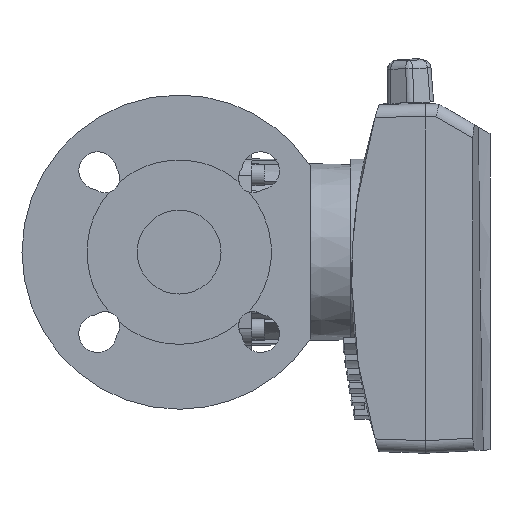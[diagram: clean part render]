
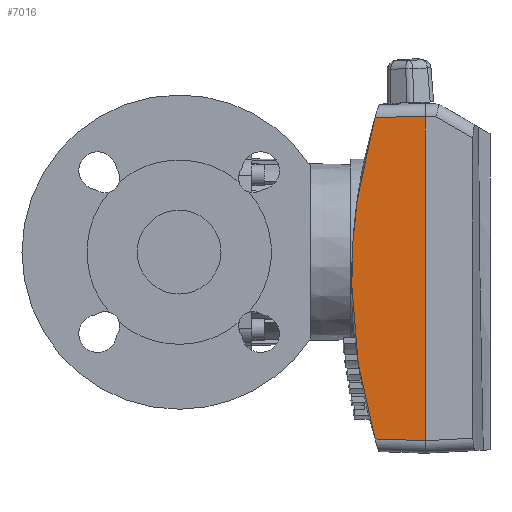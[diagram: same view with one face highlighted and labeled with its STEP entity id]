
A CAD part, front view. The second image highlights one B-rep face of the part: STEP entity #7016.
In plain terms, the highlighted planar face has unit normal (-0.035, -0.999, 0).
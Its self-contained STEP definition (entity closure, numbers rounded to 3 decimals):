
#116 = VERTEX_POINT ( 'NONE', #23106 ) ;
#3641 = EDGE_CURVE ( 'NONE', #116, #3810, #24831, .T. ) ;
#3810 = VERTEX_POINT ( 'NONE', #25104 ) ;
#6867 = EDGE_CURVE ( 'NONE', #116, #7020, #12865, .T. ) ;
#6868 = ORIENTED_EDGE ( 'NONE', *, *, #6973, .F. ) ;
#6914 = ORIENTED_EDGE ( 'NONE', *, *, #6915, .T. ) ;
#6915 = EDGE_CURVE ( 'NONE', #6942, #3810, #13028, .T. ) ;
#6942 = VERTEX_POINT ( 'NONE', #12921 ) ;
#6973 = EDGE_CURVE ( 'NONE', #6942, #7020, #13036, .T. ) ;
#7016 = ADVANCED_FACE ( 'NONE', ( #13091 ), #13090, .T. ) ;
#7017 = EDGE_LOOP ( 'NONE', ( #7018, #7019, #6868, #6914 ) ) ;
#7018 = ORIENTED_EDGE ( 'NONE', *, *, #3641, .F. ) ;
#7019 = ORIENTED_EDGE ( 'NONE', *, *, #6867, .T. ) ;
#7020 = VERTEX_POINT ( 'NONE', #13088 ) ;
#12862 = DIRECTION ( 'NONE',  ( -0.999, 0.035, -0.035 ) ) ;
#12863 = VECTOR ( 'NONE', #12862, 1000. ) ;
#12864 = CARTESIAN_POINT ( 'NONE',  ( 89.791, -68.304, 64.808 ) ) ;
#12865 = LINE ( 'NONE', #12864, #12863 ) ;
#12921 = CARTESIAN_POINT ( 'NONE',  ( 71.514, -67.666, -89.17 ) ) ;
#12932 = DIRECTION ( 'NONE',  ( 0.999, -0.035, -0.035 ) ) ;
#12933 = VECTOR ( 'NONE', #12932, 1000. ) ;
#13004 = CARTESIAN_POINT ( 'NONE',  ( 95.609, -68.507, -90.011 ) ) ;
#13028 = LINE ( 'NONE', #13004, #12933 ) ;
#13036 =( BOUNDED_CURVE ( )  B_SPLINE_CURVE ( 3, ( #13133, #13132, #13131, #13130 ),
 .UNSPECIFIED., .F., .T. ) 
 B_SPLINE_CURVE_WITH_KNOTS ( ( 4, 4 ),
 ( 2.854, 3.43 ),
 .UNSPECIFIED. ) 
 CURVE ( )  GEOMETRIC_REPRESENTATION_ITEM ( )  RATIONAL_B_SPLINE_CURVE ( ( 1., 0.973, 0.973, 1. ) ) 
 REPRESENTATION_ITEM ( '' )  );
#13085 = DIRECTION ( 'NONE',  ( 0.999, -0.035, 0. ) ) ;
#13086 = DIRECTION ( 'NONE',  ( -0.035, -0.999, 0. ) ) ;
#13087 = AXIS2_PLACEMENT_3D ( 'NONE', #13089, #13086, #13085 ) ;
#13088 = CARTESIAN_POINT ( 'NONE',  ( 71.514, -67.666, 64.17 ) ) ;
#13089 = CARTESIAN_POINT ( 'NONE',  ( 95.4, -68.5, -96. ) ) ;
#13090 = PLANE ( 'NONE',  #13087 ) ;
#13091 = FACE_OUTER_BOUND ( 'NONE', #7017, .T. ) ;
#13130 = CARTESIAN_POINT ( 'NONE',  ( 71.514, -67.666, 64.17 ) ) ;
#13131 = CARTESIAN_POINT ( 'NONE',  ( 56.591, -67.145, 13.778 ) ) ;
#13132 = CARTESIAN_POINT ( 'NONE',  ( 56.591, -67.145, -38.778 ) ) ;
#13133 = CARTESIAN_POINT ( 'NONE',  ( 71.514, -67.666, -89.17 ) ) ;
#23106 = CARTESIAN_POINT ( 'NONE',  ( 95.4, -68.5, 65.004 ) ) ;
#24828 = DIRECTION ( 'NONE',  ( 0., 0., -1. ) ) ;
#24829 = VECTOR ( 'NONE', #24828, 1000. ) ;
#24830 = CARTESIAN_POINT ( 'NONE',  ( 95.4, -68.5, -96. ) ) ;
#24831 = LINE ( 'NONE', #24830, #24829 ) ;
#25104 = CARTESIAN_POINT ( 'NONE',  ( 95.4, -68.5, -90.004 ) ) ;
